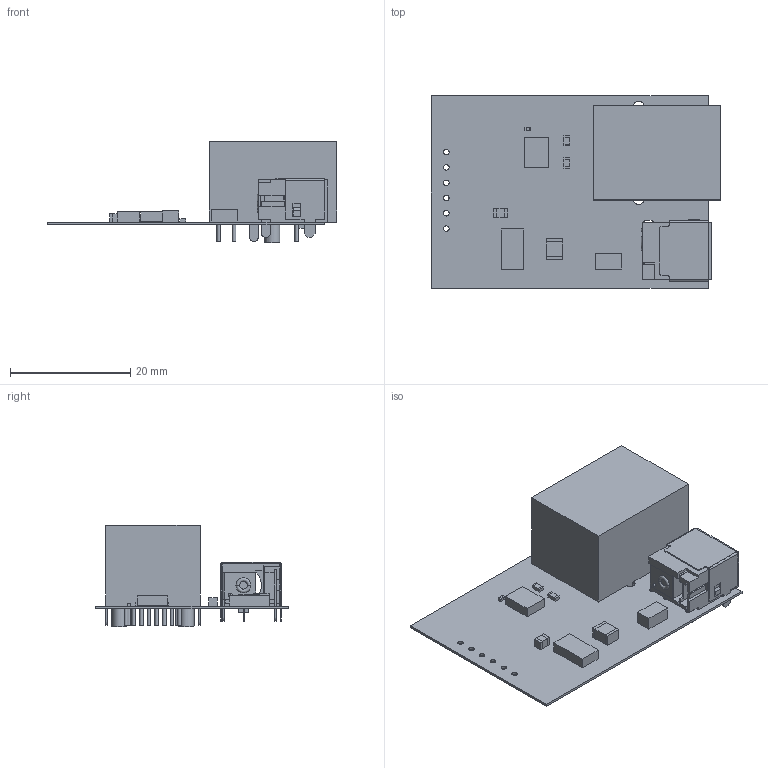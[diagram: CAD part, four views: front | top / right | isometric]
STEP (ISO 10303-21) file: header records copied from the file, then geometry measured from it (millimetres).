
FILE_DESCRIPTION(('Open CASCADE Model'),'2;1');
FILE_NAME('Open CASCADE Shape Model','2020-04-07T19:26:59',('Author'),( 'Open CASCADE'),'Open CASCADE STEP processor 6.8','Open CASCADE 6.8' ,'Unknown');
FILE_SCHEMA(('AUTOMOTIVE_DESIGN { 1 0 10303 214 1 1 1 1 }'));
Length unit declared in the file: millimetre
Products named in the file (38): PCB; Board; Open CASCADE STEP translator 6.8 8.1.1; J2; CUI_PJ-051AH; U2; 6741789648; Extruded; U1; 6741792528; R2; 6741792288; 6741792048; R1; J1; 59??8P8C???_RJ45??_???_??_?21.5mm_RJ45????_v2; F1; D1; 6741791168; C3; 6741790528; 6741790928; C2; 6741789888; 6741790288; C1; 6628370176; 6628369776
Assembly tree (44 placements, depth 4):
  PCB
    Board
      Open CASCADE STEP translator 6.8 8.1.1
    J2
      CUI_PJ-051AH
    U2
      6741789648
        Extruded
    U1
      6741792528
        Extruded
    R2
      6741792288  x2
        Extruded
      6741792048
        Extruded
    R1
      6741792288  x2
        Extruded
      6741792048
        Extruded
    J1
      59??8P8C???_RJ45??_???_??_?21.5mm_RJ45????_v2
    F1
    D1
      6741791168
        Extruded
    C3
      6741790528
        Extruded
      6741790928  x2
        Extruded
    C2
      6741789888
        Extruded
      6741790288  x2
        Extruded
    C1
      6628370176  x2
        Extruded
      6628369776
        Extruded
Bounding box: 48.08 x 32 x 16.8 mm (x, y, z)
Volume: 3645.6 mm3; surface area: 7260.3 mm2
Topology: 29 solids, 29 shells, 413 faces, 997 edges, 664 vertices
Faces by surface type: plane 327, cylinder 82, sphere 2, torus 2
Full cylindrical faces by diameter (mm): 0.6 x12, 0.9 x6, 1.1 x12, 1.7 x2, 2.5 x2, 3 x1, 3.2 x2
Entity records: 12922 total; most frequent: CARTESIAN_POINT 1947, DIRECTION 1915, ORIENTED_EDGE 1822, EDGE_CURVE 911, LINE 735, VECTOR 735, VERTEX_POINT 608, AXIS2_PLACEMENT_3D 590
